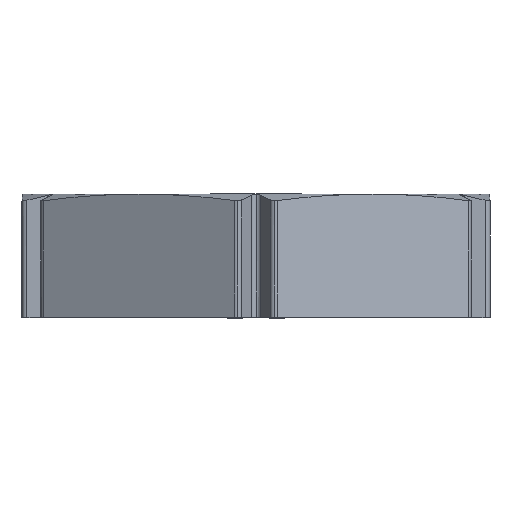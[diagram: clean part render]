
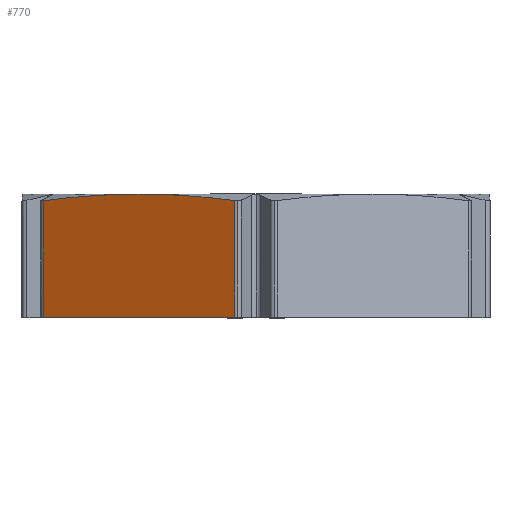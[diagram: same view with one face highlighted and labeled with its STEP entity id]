
A CAD part, top view. The second image highlights one B-rep face of the part: STEP entity #770.
In plain terms, the highlighted planar face has unit normal (-0.5, 0, 0.866).
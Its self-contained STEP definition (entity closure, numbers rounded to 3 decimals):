
#116 = CARTESIAN_POINT ( 'NONE',  ( -8.634, 4.731, 5.985 ) ) ;
#129 = ORIENTED_EDGE ( 'NONE', *, *, #1023, .T. ) ;
#169 = CARTESIAN_POINT ( 'NONE',  ( -4.75, 5., 8.227 ) ) ;
#211 = CARTESIAN_POINT ( 'NONE',  ( -8.634, 4.731, 5.985 ) ) ;
#239 = VERTEX_POINT ( 'NONE', #2630 ) ;
#243 = DIRECTION ( 'NONE',  ( 0., 1., 0. ) ) ;
#329 = FACE_OUTER_BOUND ( 'NONE', #1540, .T. ) ;
#372 = ORIENTED_EDGE ( 'NONE', *, *, #1829, .T. ) ;
#519 = AXIS2_PLACEMENT_3D ( 'NONE', #852, #598, #1644 ) ;
#598 = DIRECTION ( 'NONE',  ( 0.5, 0., -0.866 ) ) ;
#645 = CARTESIAN_POINT ( 'NONE',  ( -8.634, 6., 5.985 ) ) ;
#730 = CARTESIAN_POINT ( 'NONE',  ( -0.866, 6., 10.47 ) ) ;
#770 = ADVANCED_FACE ( 'NONE', ( #329 ), #3213, .F. ) ;
#784 = CARTESIAN_POINT ( 'NONE',  ( -3.455, 5., 8.975 ) ) ;
#825 = VECTOR ( 'NONE', #2481, 1000. ) ;
#852 = CARTESIAN_POINT ( 'NONE',  ( -9.5, 6., 5.485 ) ) ;
#872 = ORIENTED_EDGE ( 'NONE', *, *, #2363, .T. ) ;
#1001 = VERTEX_POINT ( 'NONE', #2786 ) ;
#1023 = EDGE_CURVE ( 'NONE', #3356, #2412, #3242, .T. ) ;
#1062 = B_SPLINE_CURVE_WITH_KNOTS ( 'NONE', 3,
 ( #3013, #3252, #2994, #116 ),
 .UNSPECIFIED., .F., .F.,
 ( 4, 4 ),
 ( 0.004, 0.009 ),
 .UNSPECIFIED. ) ;
#1255 = CARTESIAN_POINT ( 'NONE',  ( -9.5, 0., 5.485 ) ) ;
#1540 = EDGE_LOOP ( 'NONE', ( #2136, #372, #2063, #129, #872 ) ) ;
#1644 = DIRECTION ( 'NONE',  ( -0.866, 0., -0.5 ) ) ;
#1683 = VECTOR ( 'NONE', #1820, 1000. ) ;
#1814 = VECTOR ( 'NONE', #243, 1000. ) ;
#1820 = DIRECTION ( 'NONE',  ( 0.866, 0., 0.5 ) ) ;
#1829 = EDGE_CURVE ( 'NONE', #1001, #2918, #3273, .T. ) ;
#1841 = CARTESIAN_POINT ( 'NONE',  ( -0.866, 4.731, 10.47 ) ) ;
#2063 = ORIENTED_EDGE ( 'NONE', *, *, #3015, .T. ) ;
#2087 = CARTESIAN_POINT ( 'NONE',  ( -2.161, 4.902, 9.722 ) ) ;
#2136 = ORIENTED_EDGE ( 'NONE', *, *, #3362, .T. ) ;
#2363 = EDGE_CURVE ( 'NONE', #2412, #239, #2840, .T. ) ;
#2412 = VERTEX_POINT ( 'NONE', #2873 ) ;
#2481 = DIRECTION ( 'NONE',  ( 0., -1., 0. ) ) ;
#2630 = CARTESIAN_POINT ( 'NONE',  ( -0.866, 0., 10.47 ) ) ;
#2786 = CARTESIAN_POINT ( 'NONE',  ( -0.866, 4.731, 10.47 ) ) ;
#2840 = LINE ( 'NONE', #1255, #1683 ) ;
#2859 = CARTESIAN_POINT ( 'NONE',  ( -4.75, 5., 8.227 ) ) ;
#2873 = CARTESIAN_POINT ( 'NONE',  ( -8.634, 0., 5.985 ) ) ;
#2918 = VERTEX_POINT ( 'NONE', #169 ) ;
#2994 = CARTESIAN_POINT ( 'NONE',  ( -7.339, 4.902, 6.732 ) ) ;
#3013 = CARTESIAN_POINT ( 'NONE',  ( -4.75, 5., 8.227 ) ) ;
#3015 = EDGE_CURVE ( 'NONE', #2918, #3356, #1062, .T. ) ;
#3096 = LINE ( 'NONE', #730, #1814 ) ;
#3213 = PLANE ( 'NONE',  #519 ) ;
#3242 = LINE ( 'NONE', #645, #825 ) ;
#3252 = CARTESIAN_POINT ( 'NONE',  ( -6.045, 5., 7.48 ) ) ;
#3273 = B_SPLINE_CURVE_WITH_KNOTS ( 'NONE', 3,
 ( #1841, #2087, #784, #2859 ),
 .UNSPECIFIED., .F., .F.,
 ( 4, 4 ),
 ( 0., 0.004 ),
 .UNSPECIFIED. ) ;
#3356 = VERTEX_POINT ( 'NONE', #211 ) ;
#3362 = EDGE_CURVE ( 'NONE', #239, #1001, #3096, .T. ) ;
